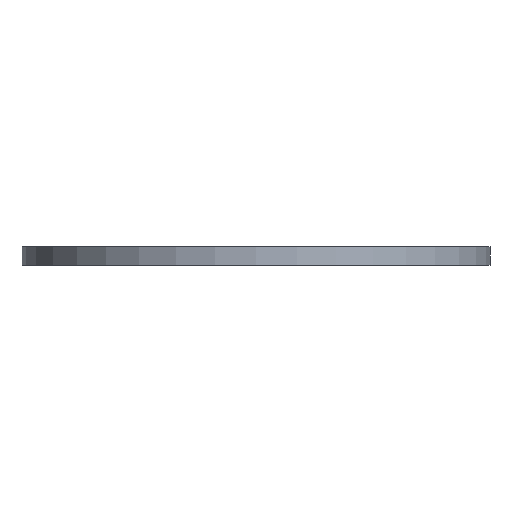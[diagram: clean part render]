
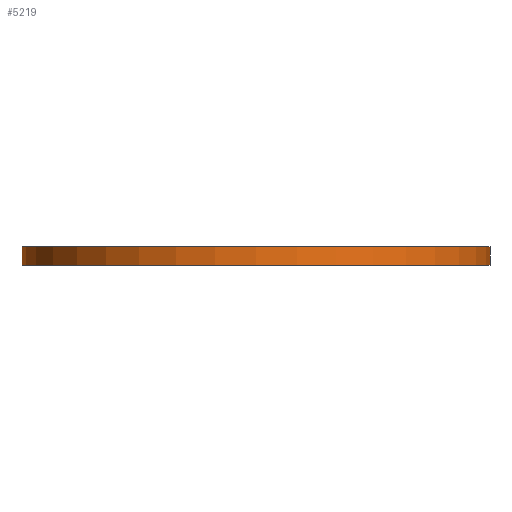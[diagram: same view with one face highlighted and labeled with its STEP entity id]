
A CAD part, front view. The second image highlights one B-rep face of the part: STEP entity #5219.
In plain terms, the highlighted cylindrical face has radius 50 mm (diameter 100 mm), a partial arc.
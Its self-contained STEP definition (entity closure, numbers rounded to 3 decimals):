
#116 = VERTEX_POINT ( 'NONE', #5878 ) ;
#146 = DIRECTION ( 'NONE',  ( 1., 0., 0. ) ) ;
#295 = EDGE_CURVE ( 'NONE', #1599, #415, #3467, .T. ) ;
#415 = VERTEX_POINT ( 'NONE', #3583 ) ;
#711 = VERTEX_POINT ( 'NONE', #3748 ) ;
#900 = EDGE_CURVE ( 'NONE', #1599, #116, #5659, .T. ) ;
#1056 = VECTOR ( 'NONE', #1937, 1000. ) ;
#1116 = DIRECTION ( 'NONE',  ( -1., 0., 0. ) ) ;
#1599 = VERTEX_POINT ( 'NONE', #4929 ) ;
#1671 = DIRECTION ( 'NONE',  ( 0., 0., 1. ) ) ;
#1937 = DIRECTION ( 'NONE',  ( 0., 0., -1. ) ) ;
#2224 = AXIS2_PLACEMENT_3D ( 'NONE', #4463, #2561, #146 ) ;
#2430 = ORIENTED_EDGE ( 'NONE', *, *, #900, .T. ) ;
#2561 = DIRECTION ( 'NONE',  ( 0., 0., 1. ) ) ;
#3467 = CIRCLE ( 'NONE', #3815, 50. ) ;
#3583 = CARTESIAN_POINT ( 'NONE',  ( 50., 0., 4. ) ) ;
#3748 = CARTESIAN_POINT ( 'NONE',  ( 50., 0., 0. ) ) ;
#3815 = AXIS2_PLACEMENT_3D ( 'NONE', #4106, #1671, #4081 ) ;
#3879 = CARTESIAN_POINT ( 'NONE',  ( 50., 0., 2. ) ) ;
#3955 = CYLINDRICAL_SURFACE ( 'NONE', #5021, 50. ) ;
#4026 = CARTESIAN_POINT ( 'NONE',  ( 0., 0., 2. ) ) ;
#4081 = DIRECTION ( 'NONE',  ( 1., 0., 0. ) ) ;
#4106 = CARTESIAN_POINT ( 'NONE',  ( 0., 0., 4. ) ) ;
#4142 = VECTOR ( 'NONE', #6320, 1000. ) ;
#4373 = ORIENTED_EDGE ( 'NONE', *, *, #4748, .T. ) ;
#4389 = CARTESIAN_POINT ( 'NONE',  ( -50., 0., 2. ) ) ;
#4463 = CARTESIAN_POINT ( 'NONE',  ( 0., 0., 0. ) ) ;
#4647 = EDGE_CURVE ( 'NONE', #415, #711, #5248, .T. ) ;
#4748 = EDGE_CURVE ( 'NONE', #116, #711, #5407, .T. ) ;
#4854 = ORIENTED_EDGE ( 'NONE', *, *, #4647, .F. ) ;
#4929 = CARTESIAN_POINT ( 'NONE',  ( -50., 0., 4. ) ) ;
#4950 = DIRECTION ( 'NONE',  ( 0., 0., -1. ) ) ;
#5021 = AXIS2_PLACEMENT_3D ( 'NONE', #4026, #4950, #1116 ) ;
#5219 = ADVANCED_FACE ( 'NONE', ( #5936 ), #3955, .T. ) ;
#5248 = LINE ( 'NONE', #3879, #1056 ) ;
#5302 = EDGE_LOOP ( 'NONE', ( #4854, #6286, #2430, #4373 ) ) ;
#5407 = CIRCLE ( 'NONE', #2224, 50. ) ;
#5659 = LINE ( 'NONE', #4389, #4142 ) ;
#5878 = CARTESIAN_POINT ( 'NONE',  ( -50., 0., 0. ) ) ;
#5936 = FACE_OUTER_BOUND ( 'NONE', #5302, .T. ) ;
#6286 = ORIENTED_EDGE ( 'NONE', *, *, #295, .F. ) ;
#6320 = DIRECTION ( 'NONE',  ( 0., 0., -1. ) ) ;
